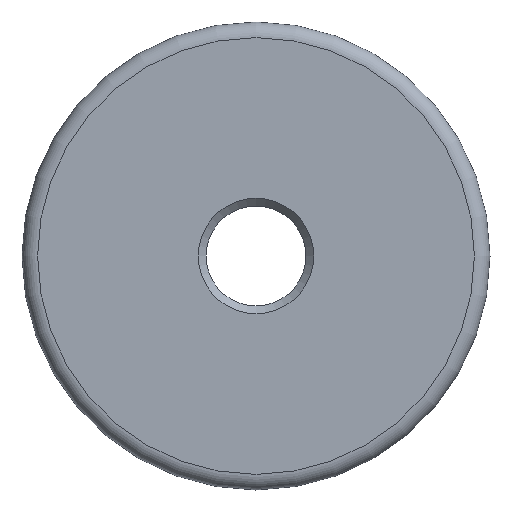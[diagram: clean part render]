
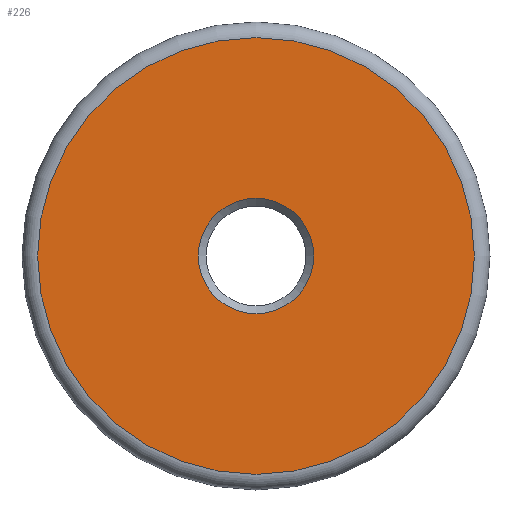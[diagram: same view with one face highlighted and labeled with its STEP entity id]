
A CAD part, front view. The second image highlights one B-rep face of the part: STEP entity #226.
In plain terms, the highlighted planar face has unit normal (0, -1, 0).
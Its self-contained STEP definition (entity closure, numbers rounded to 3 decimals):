
#20=FACE_BOUND('',#69,.T.);
#24=PLANE('',#280);
#51=FACE_OUTER_BOUND('',#68,.T.);
#68=EDGE_LOOP('',(#184));
#69=EDGE_LOOP('',(#185));
#93=CIRCLE('',#279,7.);
#94=CIRCLE('',#281,1.85);
#114=VERTEX_POINT('',#419);
#115=VERTEX_POINT('',#423);
#139=EDGE_CURVE('',#114,#114,#93,.T.);
#140=EDGE_CURVE('',#115,#115,#94,.T.);
#184=ORIENTED_EDGE('',*,*,#139,.F.);
#185=ORIENTED_EDGE('',*,*,#140,.F.);
#226=ADVANCED_FACE('',(#51,#20),#24,.F.);
#279=AXIS2_PLACEMENT_3D('',#421,#344,#345);
#280=AXIS2_PLACEMENT_3D('',#422,#346,#347);
#281=AXIS2_PLACEMENT_3D('',#424,#348,#349);
#344=DIRECTION('center_axis',(0.,1.,0.));
#345=DIRECTION('ref_axis',(1.,0.,0.));
#346=DIRECTION('center_axis',(0.,1.,0.));
#347=DIRECTION('ref_axis',(0.,0.,1.));
#348=DIRECTION('center_axis',(0.,-1.,0.));
#349=DIRECTION('ref_axis',(1.,0.,0.));
#419=CARTESIAN_POINT('',(0.,0.,-7.));
#421=CARTESIAN_POINT('Origin',(0.,0.,0.));
#422=CARTESIAN_POINT('Origin',(0.,0.,0.));
#423=CARTESIAN_POINT('',(-1.85,0.,0.));
#424=CARTESIAN_POINT('Origin',(0.,0.,0.));
